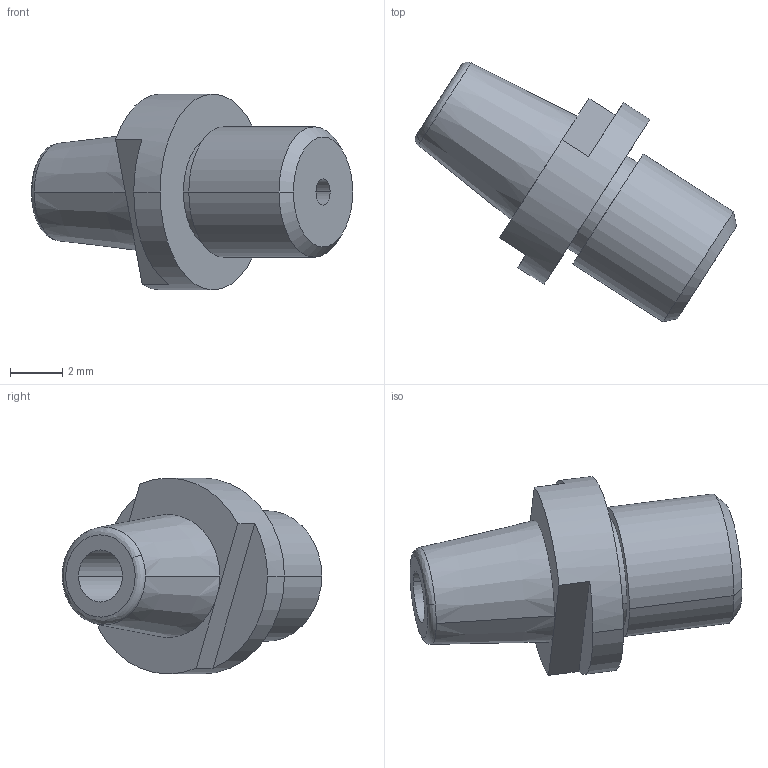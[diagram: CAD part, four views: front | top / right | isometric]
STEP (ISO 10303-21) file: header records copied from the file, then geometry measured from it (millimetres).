
FILE_DESCRIPTION (( 'STEP AP214' ), '1' );
FILE_NAME ('Nippel.STEP', '2018-10-29T18:23:54', ( '' ), ( '' ), 'SwSTEP 2.0', 'SolidWorks 2018', '' );
FILE_SCHEMA (( 'AUTOMOTIVE_DESIGN' ));
Length unit declared in the file: inch
Products named in the file (1): Nippel
Bounding box: 12.3 x 9.94 x 7.5 mm (x, y, z)
Surface area: 350.1 mm2 (no closed solid volume)
Topology: 0 solids, 1 shells, 26 faces, 62 edges, 40 vertices
Faces by surface type: cylinder 10, plane 10, cone 4, bspline 2
Entity records: 1263 total; most frequent: CARTESIAN_POINT 269, DIRECTION 146, ORIENTED_EDGE 120, EDGE_CURVE 62, AXIS2_PLACEMENT_3D 61, VERTEX_POINT 40, CIRCLE 36, EDGE_LOOP 30
